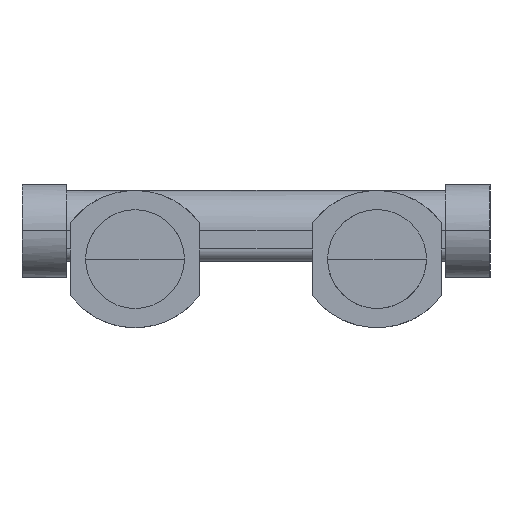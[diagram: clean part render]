
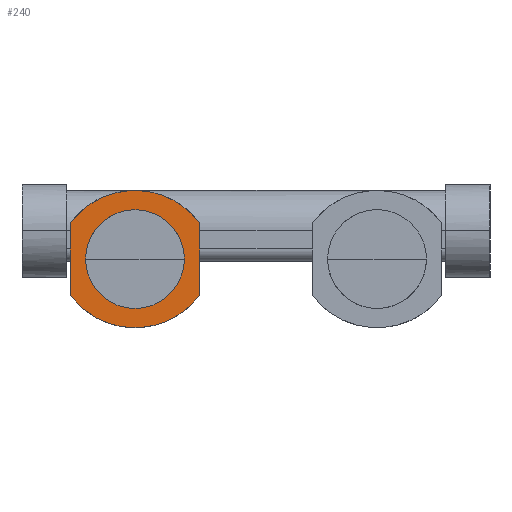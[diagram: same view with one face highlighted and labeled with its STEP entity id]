
A CAD part, left-side view. The second image highlights one B-rep face of the part: STEP entity #240.
In plain terms, the highlighted planar face has unit normal (-1, 0, 0).
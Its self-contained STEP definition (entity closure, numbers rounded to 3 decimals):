
#109=CARTESIAN_POINT('Vertex',(-210.,17.75,17.)) ;
#112=CARTESIAN_POINT('Axis2P3D Location',(-210.,30.,17.)) ;
#116=CARTESIAN_POINT('Vertex',(-210.,42.25,17.)) ;
#136=CARTESIAN_POINT('Axis2P3D Location',(-210.,30.,17.)) ;
#163=CARTESIAN_POINT('Axis2P3D Location',(-210.,-10.,14.)) ;
#169=CARTESIAN_POINT('Control Point',(-210.,46.,8.)) ;
#170=CARTESIAN_POINT('Control Point',(-210.,45.175,6.897)) ;
#171=CARTESIAN_POINT('Control Point',(-210.,44.234,5.882)) ;
#172=CARTESIAN_POINT('Control Point',(-210.,42.166,4.067)) ;
#173=CARTESIAN_POINT('Control Point',(-210.,41.04,3.267)) ;
#174=CARTESIAN_POINT('Control Point',(-210.,38.648,1.914)) ;
#175=CARTESIAN_POINT('Control Point',(-210.,37.383,1.362)) ;
#176=CARTESIAN_POINT('Control Point',(-210.,34.768,0.528)) ;
#177=CARTESIAN_POINT('Control Point',(-210.,33.418,0.247)) ;
#178=CARTESIAN_POINT('Control Point',(-210.,30.69,-0.035)) ;
#179=CARTESIAN_POINT('Control Point',(-210.,29.311,-0.035)) ;
#180=CARTESIAN_POINT('Control Point',(-210.,26.582,0.247)) ;
#181=CARTESIAN_POINT('Control Point',(-210.,25.232,0.528)) ;
#182=CARTESIAN_POINT('Control Point',(-210.,22.617,1.362)) ;
#183=CARTESIAN_POINT('Control Point',(-210.,21.352,1.914)) ;
#184=CARTESIAN_POINT('Control Point',(-210.,18.96,3.267)) ;
#185=CARTESIAN_POINT('Control Point',(-210.,17.834,4.067)) ;
#186=CARTESIAN_POINT('Control Point',(-210.,15.766,5.882)) ;
#187=CARTESIAN_POINT('Control Point',(-210.,14.825,6.897)) ;
#188=CARTESIAN_POINT('Control Point',(-210.,14.,8.)) ;
#189=CARTESIAN_POINT('Vertex',(-210.,46.,8.)) ;
#191=CARTESIAN_POINT('Vertex',(-210.,14.,8.)) ;
#194=CARTESIAN_POINT('Line Origine',(-210.,14.,17.)) ;
#198=CARTESIAN_POINT('Vertex',(-210.,14.,26.)) ;
#202=CARTESIAN_POINT('Control Point',(-210.,14.,26.)) ;
#203=CARTESIAN_POINT('Control Point',(-210.,14.825,27.103)) ;
#204=CARTESIAN_POINT('Control Point',(-210.,15.766,28.118)) ;
#205=CARTESIAN_POINT('Control Point',(-210.,17.834,29.933)) ;
#206=CARTESIAN_POINT('Control Point',(-210.,18.96,30.733)) ;
#207=CARTESIAN_POINT('Control Point',(-210.,21.352,32.086)) ;
#208=CARTESIAN_POINT('Control Point',(-210.,22.617,32.638)) ;
#209=CARTESIAN_POINT('Control Point',(-210.,25.232,33.472)) ;
#210=CARTESIAN_POINT('Control Point',(-210.,26.582,33.753)) ;
#211=CARTESIAN_POINT('Control Point',(-210.,29.31,34.035)) ;
#212=CARTESIAN_POINT('Control Point',(-210.,30.689,34.035)) ;
#213=CARTESIAN_POINT('Control Point',(-210.,33.418,33.753)) ;
#214=CARTESIAN_POINT('Control Point',(-210.,34.768,33.472)) ;
#215=CARTESIAN_POINT('Control Point',(-210.,37.383,32.638)) ;
#216=CARTESIAN_POINT('Control Point',(-210.,38.648,32.086)) ;
#217=CARTESIAN_POINT('Control Point',(-210.,41.04,30.733)) ;
#218=CARTESIAN_POINT('Control Point',(-210.,42.166,29.933)) ;
#219=CARTESIAN_POINT('Control Point',(-210.,44.234,28.118)) ;
#220=CARTESIAN_POINT('Control Point',(-210.,45.175,27.103)) ;
#221=CARTESIAN_POINT('Control Point',(-210.,46.,26.)) ;
#222=CARTESIAN_POINT('Vertex',(-210.,46.,26.)) ;
#225=CARTESIAN_POINT('Line Origine',(-210.,46.,17.)) ;
#113=DIRECTION('Axis2P3D Direction',(-1.,0.,0.)) ;
#137=DIRECTION('Axis2P3D Direction',(-1.,0.,0.)) ;
#164=DIRECTION('Axis2P3D Direction',(-1.,0.,0.)) ;
#165=DIRECTION('Axis2P3D XDirection',(0.,0.,-1.)) ;
#195=DIRECTION('Vector Direction',(0.,0.,-1.)) ;
#226=DIRECTION('Vector Direction',(0.,0.,1.)) ;
#114=AXIS2_PLACEMENT_3D('Circle Axis2P3D',#112,#113,$) ;
#138=AXIS2_PLACEMENT_3D('Circle Axis2P3D',#136,#137,$) ;
#166=AXIS2_PLACEMENT_3D('Plane Axis2P3D',#163,#164,#165) ;
#231=ORIENTED_EDGE('',*,*,#193,.T.) ;
#232=ORIENTED_EDGE('',*,*,#200,.F.) ;
#233=ORIENTED_EDGE('',*,*,#224,.T.) ;
#234=ORIENTED_EDGE('',*,*,#229,.F.) ;
#237=ORIENTED_EDGE('',*,*,#118,.T.) ;
#238=ORIENTED_EDGE('',*,*,#140,.T.) ;
#239=FACE_BOUND('',#236,.T.) ;
#196=VECTOR('Line Direction',#195,1.) ;
#227=VECTOR('Line Direction',#226,1.) ;
#240=ADVANCED_FACE('PartBody',(#235,#239),#167,.T.) ;
#168=B_SPLINE_CURVE_WITH_KNOTS('',3,(#169,#170,#171,#172,#173,#174,#175,#176,#177,#178,#179,#180,#181,#182,#183,#184,#185,#186,#187,#188),.UNSPECIFIED.,.F.,.U.,(4,2,2,2,2,2,2,2,2,4),(0.,4.123,8.24,12.351,16.459,20.567,24.675,28.786,32.903,37.026),.UNSPECIFIED.) ;
#201=B_SPLINE_CURVE_WITH_KNOTS('',3,(#202,#203,#204,#205,#206,#207,#208,#209,#210,#211,#212,#213,#214,#215,#216,#217,#218,#219,#220,#221),.UNSPECIFIED.,.F.,.U.,(4,2,2,2,2,2,2,2,2,4),(0.,4.123,8.24,12.351,16.459,20.567,24.675,28.786,32.903,37.026),.UNSPECIFIED.) ;
#115=CIRCLE('generated circle',#114,12.25) ;
#139=CIRCLE('generated circle',#138,12.25) ;
#118=EDGE_CURVE('',#117,#110,#115,.F.) ;
#140=EDGE_CURVE('',#110,#117,#139,.F.) ;
#193=EDGE_CURVE('',#190,#192,#168,.T.) ;
#200=EDGE_CURVE('',#199,#192,#197,.T.) ;
#224=EDGE_CURVE('',#199,#223,#201,.T.) ;
#229=EDGE_CURVE('',#190,#223,#228,.T.) ;
#230=EDGE_LOOP('',(#231,#232,#233,#234)) ;
#236=EDGE_LOOP('',(#237,#238)) ;
#235=FACE_OUTER_BOUND('',#230,.T.) ;
#197=LINE('Line',#194,#196) ;
#228=LINE('Line',#225,#227) ;
#167=PLANE('',#166) ;
#110=VERTEX_POINT('',#109) ;
#117=VERTEX_POINT('',#116) ;
#190=VERTEX_POINT('',#189) ;
#192=VERTEX_POINT('',#191) ;
#199=VERTEX_POINT('',#198) ;
#223=VERTEX_POINT('',#222) ;
